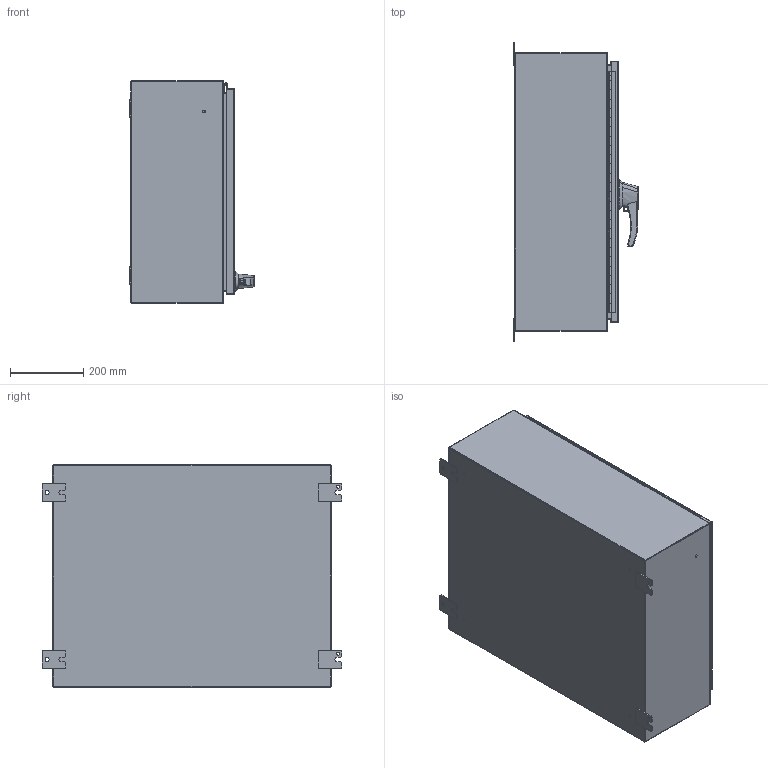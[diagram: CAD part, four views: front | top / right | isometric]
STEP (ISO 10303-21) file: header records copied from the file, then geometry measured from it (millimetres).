
FILE_DESCRIPTION (( 'STEP AP214' ), '1' );
FILE_NAME ('HW302410SSHK.STEP', '2019-08-12T21:29:06', ( '' ), ( '' ), 'SwSTEP 2.0', 'SolidWorks 2018', '' );
FILE_SCHEMA (( 'AUTOMOTIVE_DESIGN' ));
Length unit declared in the file: inch
Products named in the file (1): HW302410SSHK
Bounding box: 341.63 x 819.15 x 609.6 mm (x, y, z)
Volume: 3860647.3 mm3; surface area: 3952903.2 mm2
Topology: 42 solids, 43 shells, 1458 faces, 3683 edges, 2345 vertices
Faces by surface type: plane 705, cylinder 599, bspline 111, cone 43
Entity records: 102018 total; most frequent: CARTESIAN_POINT 48338, ORIENTED_EDGE 7350, DIRECTION 6834, EDGE_CURVE 3675, AXIS2_PLACEMENT_3D 2362, VERTEX_POINT 2345, VECTOR 2110, LINE 2110
